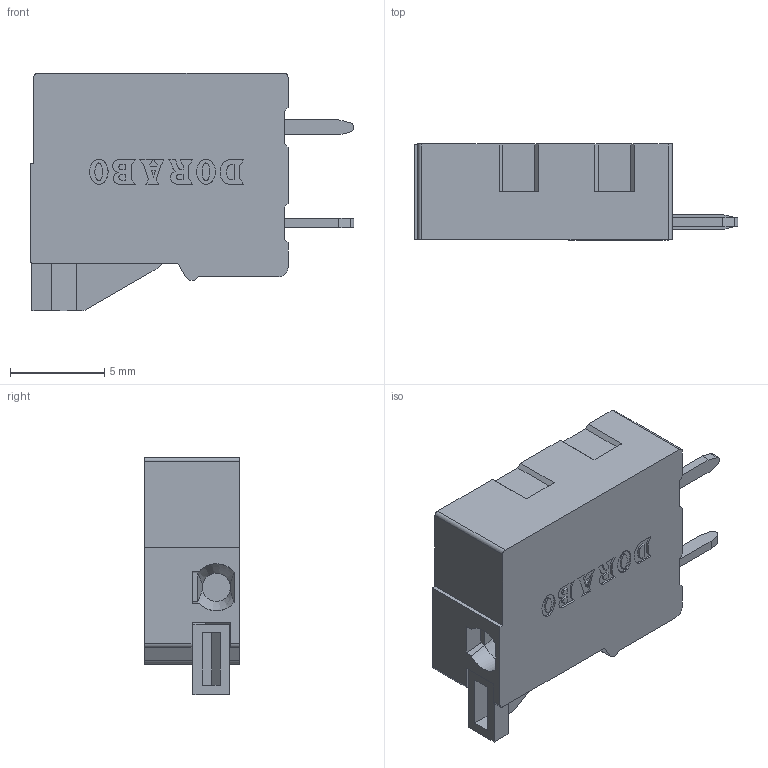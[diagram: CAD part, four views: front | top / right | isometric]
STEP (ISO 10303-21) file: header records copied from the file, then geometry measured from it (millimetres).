
FILE_DESCRIPTION((''),'2;1');
FILE_NAME('DB141V-254-1P','2023-07-11T',('86134'),(''),'PRO/ENGINEER BY PARAMETRIC TECHNOLOGY CORPORATION, 2010280','PRO/ENGINEER BY PARAMETRIC TECHNOLOGY CORPORATION, 2010280','');
FILE_SCHEMA(('CONFIG_CONTROL_DESIGN'));
Length unit declared in the file: millimetre
Products named in the file (1): DB141V-254-1P
Bounding box: 17.2 x 5.08 x 12.6 mm (x, y, z)
Volume: 582.8 mm3; surface area: 713.3 mm2
Topology: 1 solids, 1 shells, 200 faces, 532 edges, 352 vertices
Faces by surface type: plane 147, cylinder 36, extrusion 8, cone 5, bspline 4
Entity records: 6513 total; most frequent: CARTESIAN_POINT 1523, ORIENTED_EDGE 1064, DIRECTION 942, EDGE_CURVE 532, VECTOR 422, LINE 414, VERTEX_POINT 352, AXIS2_PLACEMENT_3D 260
